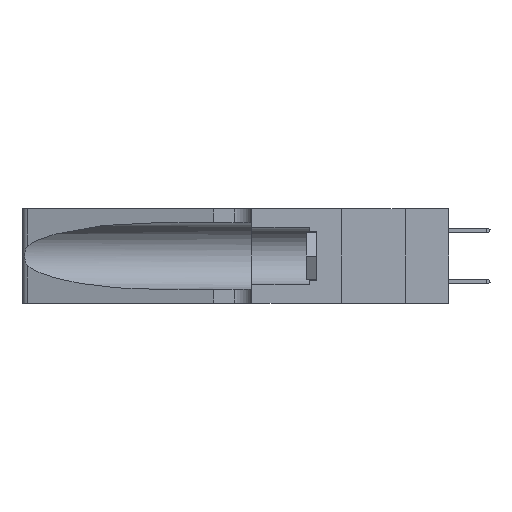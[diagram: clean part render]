
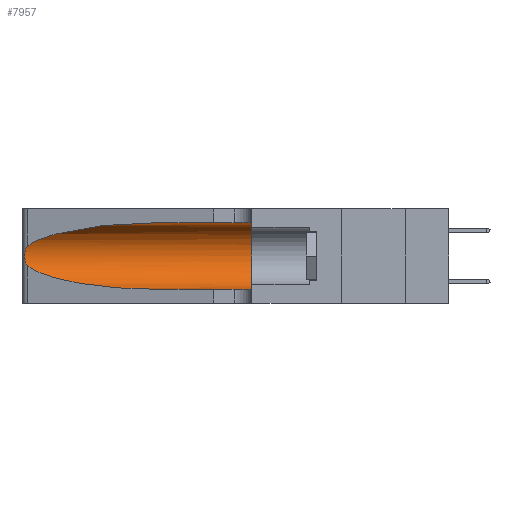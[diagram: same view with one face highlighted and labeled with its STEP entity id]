
A CAD part, left-side view. The second image highlights one B-rep face of the part: STEP entity #7957.
In plain terms, the highlighted cylindrical face has radius 3.308 mm (diameter 6.617 mm), a partial arc.
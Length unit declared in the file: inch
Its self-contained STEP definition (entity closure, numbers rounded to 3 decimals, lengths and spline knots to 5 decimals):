
#170 = FACE_OUTER_BOUND ( 'NONE', #6196, .T. ) ;
#917 = B_SPLINE_CURVE_WITH_KNOTS ( 'NONE', 3,
 ( #10390, #18903, #12125, #1701, #13814, #3471, #15533, #5235, #17240, #7030, #18983, #8764, #20666, #10470 ),
 .UNSPECIFIED., .F., .F.,
 ( 4, 2, 2, 2, 2, 2, 4 ),
 ( 0., 0.00027, 0.00053, 0.00107, 0.0016, 0.00187, 0.00214 ),
 .UNSPECIFIED. ) ;
#938 = VERTEX_POINT ( 'NONE', #19294 ) ;
#1368 = CARTESIAN_POINT ( 'NONE',  ( 0.2373, 1.15595, 0.08982 ) ) ;
#1701 = CARTESIAN_POINT ( 'NONE',  ( 0.25787, 1.23484, 0.2124 ) ) ;
#2185 = LINE ( 'NONE', #2852, #11995 ) ;
#2404 = CARTESIAN_POINT ( 'NONE',  ( 0.1305, 0.72297, 0.05475 ) ) ;
#2542 = DIRECTION ( 'NONE',  ( 0., -1., 0. ) ) ;
#2852 = CARTESIAN_POINT ( 'NONE',  ( 0.1305, 1.61858, 0.31525 ) ) ;
#3141 = CARTESIAN_POINT ( 'NONE',  ( 0.18966, 0.96281, 0.05475 ) ) ;
#3471 = CARTESIAN_POINT ( 'NONE',  ( 0.26018, 1.23835, 0.19895 ) ) ;
#3951 = DIRECTION ( 'NONE',  ( 0., -1., 0. ) ) ;
#4180 = EDGE_CURVE ( 'NONE', #938, #9490, #5898, .T. ) ;
#5086 = CARTESIAN_POINT ( 'NONE',  ( 0.1305, 0.72297, 0.31525 ) ) ;
#5235 = CARTESIAN_POINT ( 'NONE',  ( 0.26075, 1.23896, 0.178 ) ) ;
#5590 = EDGE_CURVE ( 'NONE', #938, #19603, #2185, .T. ) ;
#5898 =( BOUNDED_CURVE ( )  B_SPLINE_CURVE ( 3, ( #5086, #18847, #8634, #20543 ),
 .UNSPECIFIED., .F., .T. ) 
 B_SPLINE_CURVE_WITH_KNOTS ( ( 4, 4 ),
 ( 1.5708, 2.84003 ),
 .UNSPECIFIED. ) 
 CURVE ( )  GEOMETRIC_REPRESENTATION_ITEM ( )  RATIONAL_B_SPLINE_CURVE ( ( 1., 0.87, 0.87, 1. ) ) 
 REPRESENTATION_ITEM ( '' )  );
#5982 = DIRECTION ( 'NONE',  ( 0., 1., 0. ) ) ;
#5988 = LINE ( 'NONE', #12941, #19137 ) ;
#6196 = EDGE_LOOP ( 'NONE', ( #11873, #21311, #15417, #18050, #10502, #11541 ) ) ;
#7030 = CARTESIAN_POINT ( 'NONE',  ( 0.25856, 1.23593, 0.16098 ) ) ;
#7496 = EDGE_CURVE ( 'NONE', #15013, #18359, #5988, .T. ) ;
#7957 = ADVANCED_FACE ( 'NONE', ( #170 ), #13503, .F. ) ;
#8634 = CARTESIAN_POINT ( 'NONE',  ( 0.2373, 1.15595, 0.28018 ) ) ;
#8764 = CARTESIAN_POINT ( 'NONE',  ( 0.25639, 1.23186, 0.15144 ) ) ;
#8997 = CARTESIAN_POINT ( 'NONE',  ( 0.1305, 0.35, 0.05475 ) ) ;
#9263 = CARTESIAN_POINT ( 'NONE',  ( 0.1305, 1.61858, 0.185 ) ) ;
#9406 = EDGE_CURVE ( 'NONE', #19603, #18359, #9733, .T. ) ;
#9482 = AXIS2_PLACEMENT_3D ( 'NONE', #9263, #3951, #21141 ) ;
#9490 = VERTEX_POINT ( 'NONE', #11412 ) ;
#9733 = CIRCLE ( 'NONE', #12335, 0.13025 ) ;
#10390 = CARTESIAN_POINT ( 'NONE',  ( 0.25487, 1.22718, 0.22369 ) ) ;
#10470 = CARTESIAN_POINT ( 'NONE',  ( 0.25487, 1.22718, 0.14631 ) ) ;
#10502 = ORIENTED_EDGE ( 'NONE', *, *, #9406, .F. ) ;
#11163 = VERTEX_POINT ( 'NONE', #11778 ) ;
#11412 = CARTESIAN_POINT ( 'NONE',  ( 0.25487, 1.22718, 0.22369 ) ) ;
#11510 = DIRECTION ( 'NONE',  ( 0., -1., 0. ) ) ;
#11541 = ORIENTED_EDGE ( 'NONE', *, *, #5590, .F. ) ;
#11778 = CARTESIAN_POINT ( 'NONE',  ( 0.25487, 1.22718, 0.14631 ) ) ;
#11793 = CARTESIAN_POINT ( 'NONE',  ( 0.25487, 1.22718, 0.14631 ) ) ;
#11873 = ORIENTED_EDGE ( 'NONE', *, *, #4180, .T. ) ;
#11933 = EDGE_CURVE ( 'NONE', #9490, #11163, #917, .T. ) ;
#11995 = VECTOR ( 'NONE', #11510, 39.37008 ) ;
#12125 = CARTESIAN_POINT ( 'NONE',  ( 0.25639, 1.23184, 0.21858 ) ) ;
#12223 = CARTESIAN_POINT ( 'NONE',  ( 0.1305, 0.35, 0.31525 ) ) ;
#12335 = AXIS2_PLACEMENT_3D ( 'NONE', #16252, #5982, #17972 ) ;
#12941 = CARTESIAN_POINT ( 'NONE',  ( 0.1305, 1.61858, 0.05475 ) ) ;
#13441 =( BOUNDED_CURVE ( )  B_SPLINE_CURVE ( 3, ( #11793, #1368, #3141, #15194 ),
 .UNSPECIFIED., .F., .F. ) 
 B_SPLINE_CURVE_WITH_KNOTS ( ( 4, 4 ),
 ( 3.44316, 4.71239 ),
 .UNSPECIFIED. ) 
 CURVE ( )  GEOMETRIC_REPRESENTATION_ITEM ( )  RATIONAL_B_SPLINE_CURVE ( ( 1., 0.87, 0.87, 1. ) ) 
 REPRESENTATION_ITEM ( '' )  );
#13503 = CYLINDRICAL_SURFACE ( 'NONE', #9482, 0.13025 ) ;
#13814 = CARTESIAN_POINT ( 'NONE',  ( 0.25854, 1.2359, 0.20912 ) ) ;
#15013 = VERTEX_POINT ( 'NONE', #2404 ) ;
#15194 = CARTESIAN_POINT ( 'NONE',  ( 0.1305, 0.72297, 0.05475 ) ) ;
#15417 = ORIENTED_EDGE ( 'NONE', *, *, #20669, .T. ) ;
#15533 = CARTESIAN_POINT ( 'NONE',  ( 0.26075, 1.23896, 0.19203 ) ) ;
#16252 = CARTESIAN_POINT ( 'NONE',  ( 0.1305, 0.35, 0.185 ) ) ;
#17240 = CARTESIAN_POINT ( 'NONE',  ( 0.26017, 1.23833, 0.17102 ) ) ;
#17972 = DIRECTION ( 'NONE',  ( 0., 0., 1. ) ) ;
#18050 = ORIENTED_EDGE ( 'NONE', *, *, #7496, .T. ) ;
#18359 = VERTEX_POINT ( 'NONE', #8997 ) ;
#18847 = CARTESIAN_POINT ( 'NONE',  ( 0.18966, 0.96281, 0.31525 ) ) ;
#18903 = CARTESIAN_POINT ( 'NONE',  ( 0.25555, 1.22994, 0.2215 ) ) ;
#18983 = CARTESIAN_POINT ( 'NONE',  ( 0.25789, 1.23486, 0.15765 ) ) ;
#19137 = VECTOR ( 'NONE', #2542, 39.37008 ) ;
#19294 = CARTESIAN_POINT ( 'NONE',  ( 0.1305, 0.72297, 0.31525 ) ) ;
#19603 = VERTEX_POINT ( 'NONE', #12223 ) ;
#20543 = CARTESIAN_POINT ( 'NONE',  ( 0.25487, 1.22718, 0.22369 ) ) ;
#20666 = CARTESIAN_POINT ( 'NONE',  ( 0.25555, 1.22993, 0.14849 ) ) ;
#20669 = EDGE_CURVE ( 'NONE', #11163, #15013, #13441, .T. ) ;
#21141 = DIRECTION ( 'NONE',  ( 0., 0., -1. ) ) ;
#21311 = ORIENTED_EDGE ( 'NONE', *, *, #11933, .T. ) ;
